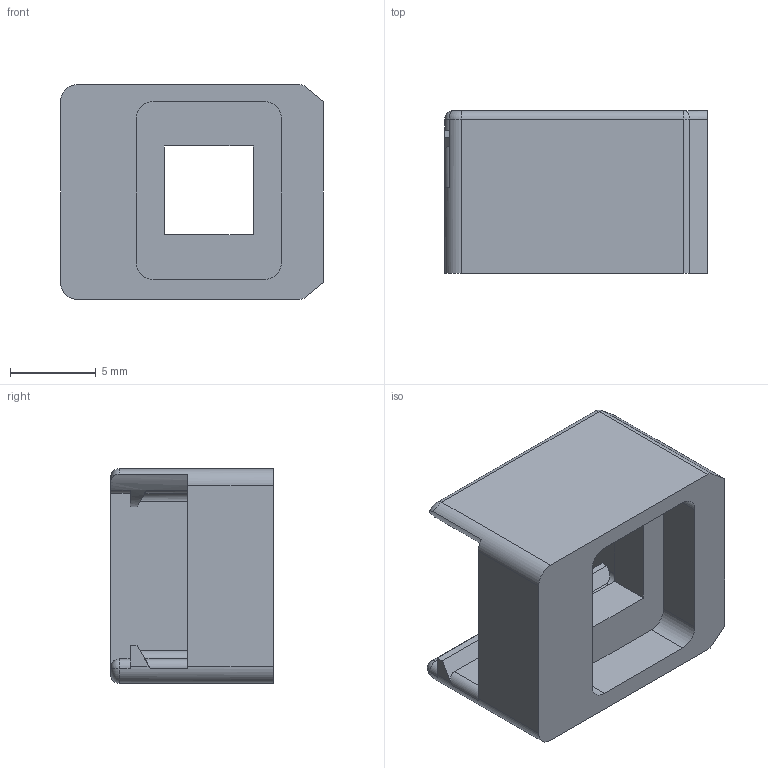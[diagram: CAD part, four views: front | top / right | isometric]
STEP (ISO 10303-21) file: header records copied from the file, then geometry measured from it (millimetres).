
FILE_DESCRIPTION (( 'STEP AP203' ), '1' );
FILE_NAME ('RGBW Carrier.STEP', '2024-02-20T06:37:58', ( '' ), ( '' ), 'SwSTEP 2.0', 'SolidWorks 2022', '' );
FILE_SCHEMA (( 'CONFIG_CONTROL_DESIGN' ));
Length unit declared in the file: millimetre
Products named in the file (1): RGBW Carrier
Bounding box: 15.36 x 9.5 x 12.54 mm (x, y, z)
Volume: 935.9 mm3; surface area: 1119.4 mm2
Topology: 1 solids, 1 shells, 55 faces, 149 edges, 94 vertices
Faces by surface type: plane 30, cylinder 20, sphere 3, torus 2
Entity records: 1778 total; most frequent: CARTESIAN_POINT 325, ORIENTED_EDGE 290, DIRECTION 289, EDGE_CURVE 145, AXIS2_PLACEMENT_3D 97, VECTOR 95, LINE 95, VERTEX_POINT 93
